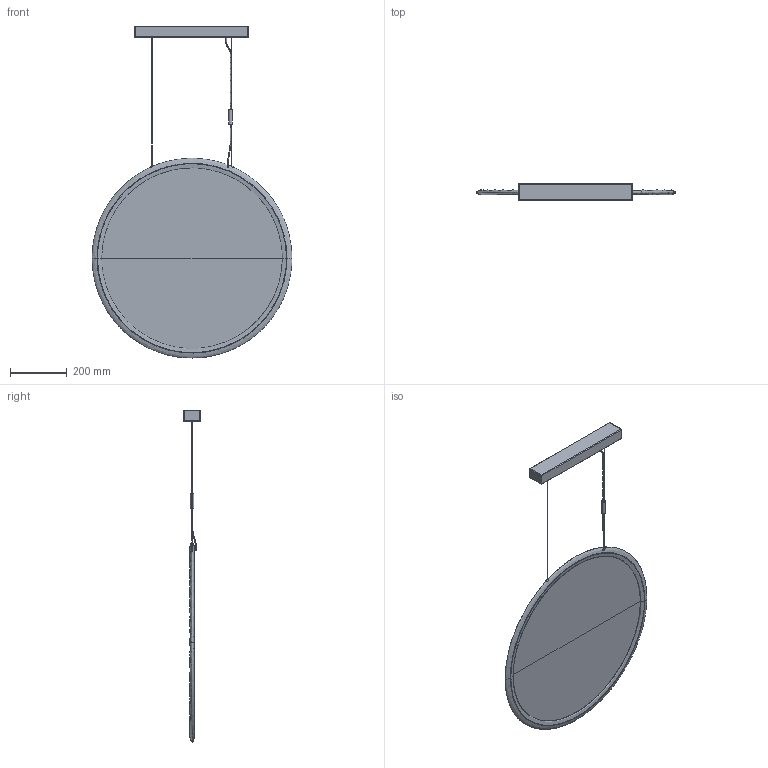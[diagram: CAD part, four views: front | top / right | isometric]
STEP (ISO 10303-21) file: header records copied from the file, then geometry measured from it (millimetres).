
FILE_DESCRIPTION(/* description */ (''),/* implementation_level */ '2;1');
FILE_NAME(/* name */ 'Discovery_Vertical_70_RGBW_TW',/* time_stamp */ '2020-04-28T16:49:03+02:00',/* author */ (''),/* organization */ (''),/* preprocessor_version */ 'ST-DEVELOPER v15',/* originating_system */ '',/* authorisation */ '');
FILE_SCHEMA (('AUTOMOTIVE_DESIGN'));
Length unit declared in the file: millimetre
Products named in the file (1): Document
Bounding box: 704.03 x 60 x 1170.83 mm (x, y, z)
Volume: 1397730.8 mm3; surface area: 979739.7 mm2
Topology: 4 solids, 9 shells, 232 faces, 560 edges, 337 vertices
Faces by surface type: bspline 207, plane 25
Entity records: 8523 total; most frequent: CARTESIAN_POINT 5606, ORIENTED_EDGE 1094, EDGE_CURVE 562, VERTEX_POINT 339, EDGE_LOOP 239, ADVANCED_FACE 232, FACE_OUTER_BOUND 232, B_SPLINE_CURVE_WITH_KNOTS 76
